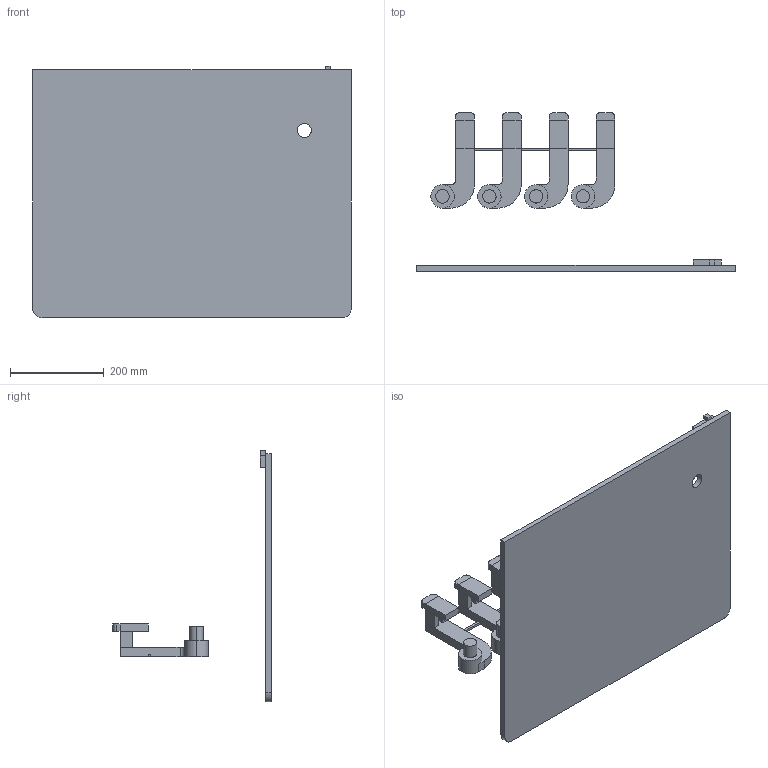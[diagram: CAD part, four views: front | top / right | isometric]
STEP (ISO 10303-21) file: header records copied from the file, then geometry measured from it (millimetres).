
FILE_DESCRIPTION(/* description */ (''),/* implementation_level */ '2;1');
FILE_NAME(/* name */ '3DPrint_LeverSwitch_FourPack',/* time_stamp */ '2017-06-22T12:49:45+01:00',/* author */ (''),/* organization */ (''),/* preprocessor_version */ 'ST-DEVELOPER v15',/* originating_system */ '',/* authorisation */ '');
FILE_SCHEMA (('AUTOMOTIVE_DESIGN'));
Length unit declared in the file: centimetre
Products named in the file (1): Document
Bounding box: 680 x 339 x 537 mm (x, y, z)
Volume: 5623311.2 mm3; surface area: 988118 mm2
Topology: 28 solids, 28 shells, 196 faces, 453 edges, 317 vertices
Faces by surface type: plane 136, bspline 60
Entity records: 5092 total; most frequent: CARTESIAN_POINT 2140, ORIENTED_EDGE 840, EDGE_CURVE 420, VERTEX_POINT 280, B_SPLINE_CURVE_WITH_KNOTS 267, EDGE_LOOP 198, ADVANCED_FACE 196, FACE_OUTER_BOUND 196
